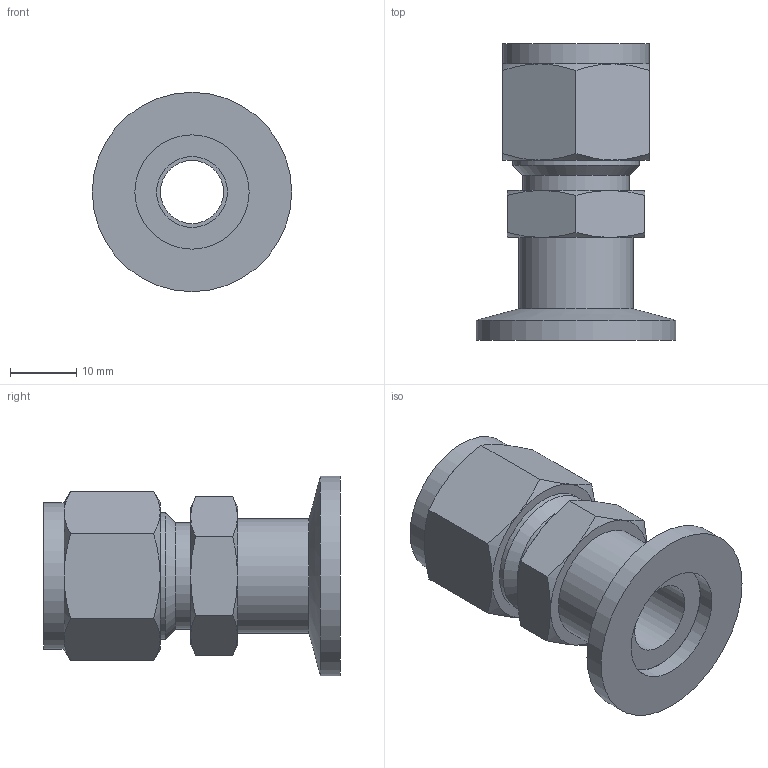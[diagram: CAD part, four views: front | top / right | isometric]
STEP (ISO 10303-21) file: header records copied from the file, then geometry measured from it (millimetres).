
FILE_DESCRIPTION(/* description */ (''),/* implementation_level */ '2;1');
FILE_NAME(/* name */ 'FL-SWG12M-16KF.stp',/* time_stamp */ '2019-02-28T15:22:06+00:00',/* author */ ('paul'),/* organization */ (''),/* preprocessor_version */ 'ST-DEVELOPER v17.2',/* originating_system */ 'Autodesk Inventor 2019',/* authorisation */ '');
FILE_SCHEMA (('AUTOMOTIVE_DESIGN { 1 0 10303 214 3 1 1 }'));
Length unit declared in the file: millimetre
Products named in the file (3): FL-SWG12M-16KF; FL-16KF; SS-12M0-1-6W
Assembly tree (2 placements, depth 2):
  FL-SWG12M-16KF
    FL-16KF
    SS-12M0-1-6W
Bounding box: 30 x 44.63 x 30 mm (x, y, z)
Volume: 11561 mm3; surface area: 6678.1 mm2
Topology: 2 solids, 2 shells, 57 faces, 120 edges, 72 vertices
Faces by surface type: cone 26, plane 21, cylinder 10
Full cylindrical faces by diameter (mm): 9.5 x1, 10.668 x1, 12 x1, 16.025 x1, 17.2 x1, 17.272 x2, 19.05 x1, 22.098 x1, 30 x1
Entity records: 1593 total; most frequent: CARTESIAN_POINT 350, DIRECTION 244, ORIENTED_EDGE 240, EDGE_CURVE 120, AXIS2_PLACEMENT_3D 110, VERTEX_POINT 72, EDGE_LOOP 66, FACE_OUTER_BOUND 57
